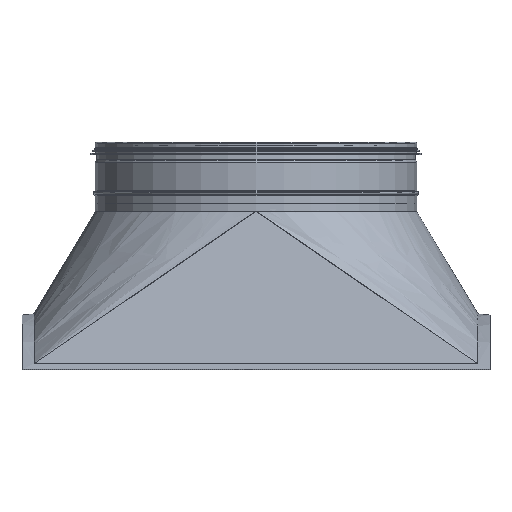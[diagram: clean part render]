
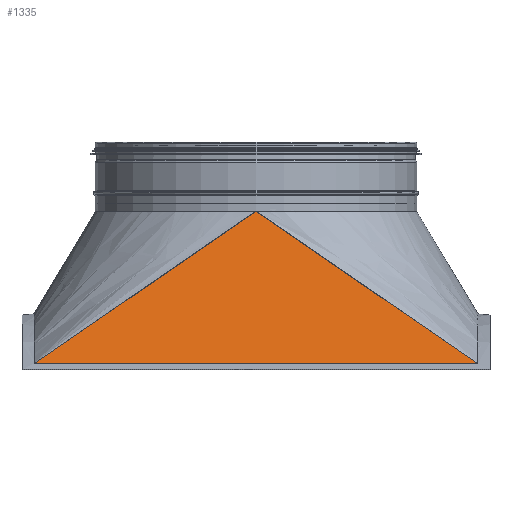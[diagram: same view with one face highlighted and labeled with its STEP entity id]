
A CAD part, front view. The second image highlights one B-rep face of the part: STEP entity #1335.
In plain terms, the highlighted planar face has unit normal (0, -0.977, 0.213).
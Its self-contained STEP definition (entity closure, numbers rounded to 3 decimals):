
#683=CARTESIAN_POINT('',(0.0,-198.9,627.0));
#684=VERTEX_POINT('',#683);
#1213=CARTESIAN_POINT('',(-275.0,-240.,438.406));
#1214=VERTEX_POINT('',#1213);
#1250=CARTESIAN_POINT('',(275.0,-240.,438.406));
#1251=VERTEX_POINT('',#1250);
#1259=CARTESIAN_POINT('',(-275.,-240.,438.406));
#1260=DIRECTION('',(1.0,0.0,0.0));
#1261=VECTOR('',#1260,550.0);
#1262=LINE('',#1259,#1261);
#1263=EDGE_CURVE('',#1214,#1251,#1262,.T.);
#1315=CARTESIAN_POINT('',(0.,-228.7,490.26));
#1316=DIRECTION('',(0.,0.977,-0.213));
#1317=DIRECTION('',(0.,0.213,0.977));
#1318=AXIS2_PLACEMENT_3D('',#1315,#1316,#1317);
#1319=PLANE('',#1318);
#1320=ORIENTED_EDGE('',*,*,#1263,.T.);
#1321=CARTESIAN_POINT('',(0.0,-198.9,627.0));
#1322=DIRECTION('',(0.819,-0.122,-0.561));
#1323=VECTOR('',#1322,335.979);
#1324=LINE('',#1321,#1323);
#1325=EDGE_CURVE('',#684,#1251,#1324,.T.);
#1326=ORIENTED_EDGE('',*,*,#1325,.F.);
#1327=CARTESIAN_POINT('',(0.0,-198.9,627.0));
#1328=DIRECTION('',(-0.819,-0.122,-0.561));
#1329=VECTOR('',#1328,335.979);
#1330=LINE('',#1327,#1329);
#1331=EDGE_CURVE('',#684,#1214,#1330,.T.);
#1332=ORIENTED_EDGE('',*,*,#1331,.T.);
#1333=EDGE_LOOP('',(#1320,#1326,#1332));
#1334=FACE_OUTER_BOUND('',#1333,.T.);
#1335=ADVANCED_FACE('',(#1334),#1319,.F.);
